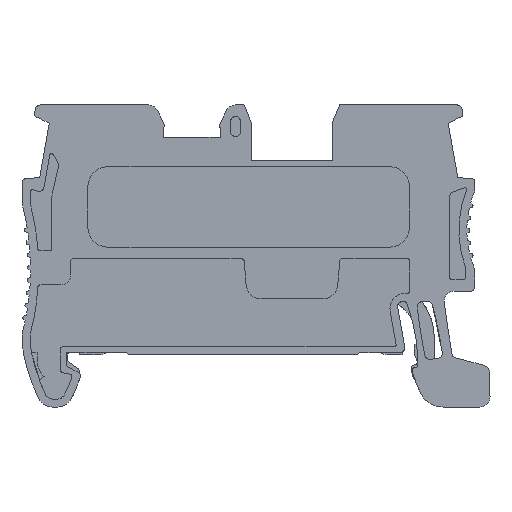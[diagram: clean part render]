
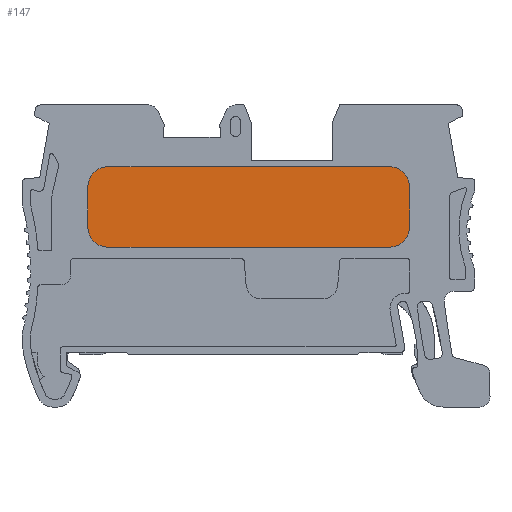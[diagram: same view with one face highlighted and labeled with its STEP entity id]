
A CAD part, left-side view. The second image highlights one B-rep face of the part: STEP entity #147.
In plain terms, the highlighted planar face has unit normal (-1, 0, 0).
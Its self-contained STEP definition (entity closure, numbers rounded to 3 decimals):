
#147=ADVANCED_FACE('',(#4991),#4993,.T.);
#4991=FACE_BOUND('',#4992,.T.);
#4992=EDGE_LOOP('',(#8917,#8918,#8919,#8920,#8921,#8922,#8923,#8924));
#4993=PLANE('',#4994);
#4994=AXIS2_PLACEMENT_3D('',#4995,#4996,#4997);
#4995=CARTESIAN_POINT('',(87.509,-12.194,13.9));
#4996=DIRECTION('',(-1.,0.,0.));
#4997=DIRECTION('',(0.,1.,0.));
#8917=ORIENTED_EDGE('',*,*,#11996,.T.);
#8918=ORIENTED_EDGE('',*,*,#11997,.T.);
#8919=ORIENTED_EDGE('',*,*,#11998,.T.);
#8920=ORIENTED_EDGE('',*,*,#11999,.T.);
#8921=ORIENTED_EDGE('',*,*,#12000,.T.);
#8922=ORIENTED_EDGE('',*,*,#12001,.T.);
#8923=ORIENTED_EDGE('',*,*,#12002,.T.);
#8924=ORIENTED_EDGE('',*,*,#12003,.T.);
#11996=EDGE_CURVE('',#13719,#13720,#13721,.T.);
#11997=EDGE_CURVE('',#13720,#13722,#13723,.T.);
#11998=EDGE_CURVE('',#13722,#13724,#13725,.T.);
#11999=EDGE_CURVE('',#13724,#13726,#13727,.T.);
#12000=EDGE_CURVE('',#13726,#13728,#13729,.T.);
#12001=EDGE_CURVE('',#13728,#13730,#13731,.T.);
#12002=EDGE_CURVE('',#13730,#13732,#13733,.T.);
#12003=EDGE_CURVE('',#13732,#13719,#13734,.T.);
#13719=VERTEX_POINT('',#16739);
#13720=VERTEX_POINT('',#16740);
#13721=LINE('',#16741,#16742);
#13722=VERTEX_POINT('',#16744);
#13723=CIRCLE('',#16745,2.);
#13724=VERTEX_POINT('',#16749);
#13725=LINE('',#16750,#16751);
#13726=VERTEX_POINT('',#16753);
#13727=CIRCLE('',#16754,2.);
#13728=VERTEX_POINT('',#16758);
#13729=LINE('',#16759,#16760);
#13730=VERTEX_POINT('',#16762);
#13731=CIRCLE('',#16763,2.);
#13732=VERTEX_POINT('',#16767);
#13733=LINE('',#16768,#16769);
#13734=CIRCLE('',#16771,2.);
#16739=CARTESIAN_POINT('',(87.509,-14.194,9.9));
#16740=CARTESIAN_POINT('',(87.509,-14.194,13.9));
#16741=CARTESIAN_POINT('',(87.509,-14.194,9.9));
#16742=VECTOR('',#16743,1.);
#16743=DIRECTION('',(0.,0.,1.));
#16744=CARTESIAN_POINT('',(87.509,-12.194,15.9));
#16745=AXIS2_PLACEMENT_3D('',#16746,#16747,#16748);
#16746=CARTESIAN_POINT('',(87.509,-12.194,13.9));
#16747=DIRECTION('',(-1.,0.,0.));
#16748=DIRECTION('',(0.,-1.,0.));
#16749=CARTESIAN_POINT('',(87.509,15.806,15.9));
#16750=CARTESIAN_POINT('',(87.509,-12.194,15.9));
#16751=VECTOR('',#16752,1.);
#16752=DIRECTION('',(0.,1.,0.));
#16753=CARTESIAN_POINT('',(87.509,17.806,13.9));
#16754=AXIS2_PLACEMENT_3D('',#16755,#16756,#16757);
#16755=CARTESIAN_POINT('',(87.509,15.806,13.9));
#16756=DIRECTION('',(-1.,0.,0.));
#16757=DIRECTION('',(0.,0.,1.));
#16758=CARTESIAN_POINT('',(87.509,17.806,9.9));
#16759=CARTESIAN_POINT('',(87.509,17.806,13.9));
#16760=VECTOR('',#16761,1.);
#16761=DIRECTION('',(0.,0.,-1.));
#16762=CARTESIAN_POINT('',(87.509,15.806,7.9));
#16763=AXIS2_PLACEMENT_3D('',#16764,#16765,#16766);
#16764=CARTESIAN_POINT('',(87.509,15.806,9.9));
#16765=DIRECTION('',(-1.,0.,0.));
#16766=DIRECTION('',(0.,1.,0.));
#16767=CARTESIAN_POINT('',(87.509,-12.194,7.9));
#16768=CARTESIAN_POINT('',(87.509,15.806,7.9));
#16769=VECTOR('',#16770,1.);
#16770=DIRECTION('',(0.,-1.,0.));
#16771=AXIS2_PLACEMENT_3D('',#16772,#16773,#16774);
#16772=CARTESIAN_POINT('',(87.509,-12.194,9.9));
#16773=DIRECTION('',(-1.,0.,0.));
#16774=DIRECTION('',(0.,0.,-1.));
